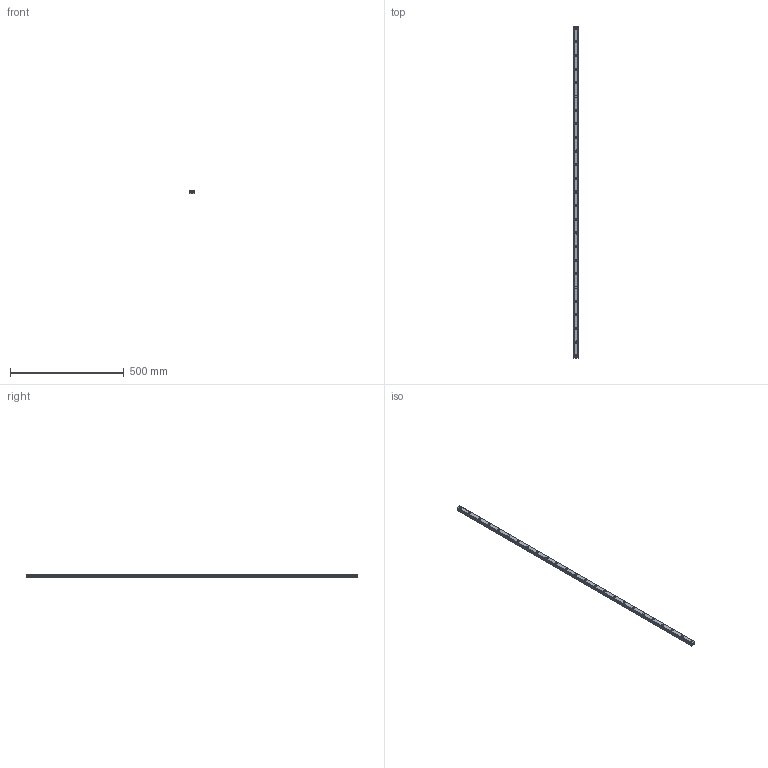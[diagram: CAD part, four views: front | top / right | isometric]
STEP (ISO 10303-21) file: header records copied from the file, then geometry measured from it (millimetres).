
FILE_DESCRIPTION(('STEP AP214'),'1');
FILE_NAME('cctmp_0667CEFC-8A5F-48A7-8A17-BE9F1EC7AE13_2021_02_03_14_03_48_0763..stp','2021-02-03T13:03:48',('HIWIN GmbH'),('CADClick - www.CADClick.com'),'Spatial InterOp 3D',' ','unknown authorization');
FILE_SCHEMA(('AUTOMOTIVE_DESIGN'));
Length unit declared in the file: millimetre
Products named in the file (1): EGR20R1460C_FILE
Bounding box: 20 x 1460 x 15.5 mm (x, y, z)
Volume: 391312.9 mm3; surface area: 117317.8 mm2
Topology: 1 solids, 1 shells, 403 faces, 941 edges, 594 vertices
Faces by surface type: plane 235, cylinder 168
Entity records: 14799 total; most frequent: DIRECTION 2185, CARTESIAN_POINT 1939, ORIENTED_EDGE 1882, EDGE_CURVE 941, AXIS2_PLACEMENT_3D 840, VERTEX_POINT 594, LINE 505, VECTOR 505
